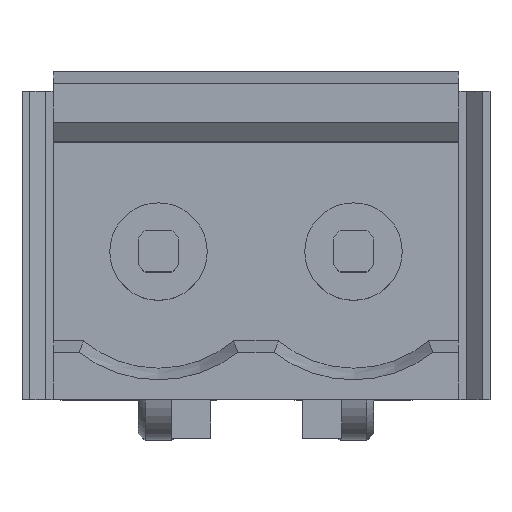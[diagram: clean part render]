
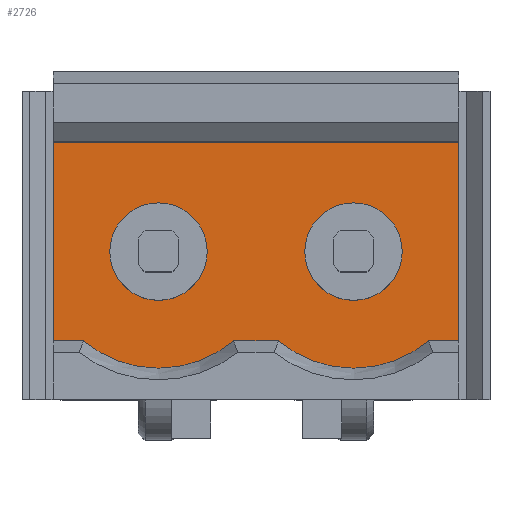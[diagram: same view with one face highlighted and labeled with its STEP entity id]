
A CAD part, top view. The second image highlights one B-rep face of the part: STEP entity #2726.
In plain terms, the highlighted planar face has unit normal (0, 0, 1).
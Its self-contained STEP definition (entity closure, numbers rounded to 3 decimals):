
#584=CARTESIAN_POINT('',(2.5,-0.15,-8.5));
#585=DIRECTION('',(0.,0.,1.));
#586=DIRECTION('',(-1.,0.,0.));
#587=AXIS2_PLACEMENT_3D('',#584,#585,#586);
#589=CARTESIAN_POINT('',(2.5,-0.15,-8.5));
#590=DIRECTION('',(0.,0.,1.));
#591=DIRECTION('',(1.,0.,0.));
#592=AXIS2_PLACEMENT_3D('',#589,#590,#591);
#594=CARTESIAN_POINT('',(-2.5,-0.15,-8.5));
#595=DIRECTION('',(0.,0.,1.));
#596=DIRECTION('',(-1.,0.,0.));
#597=AXIS2_PLACEMENT_3D('',#594,#595,#596);
#599=CARTESIAN_POINT('',(-2.5,-0.15,-8.5));
#600=DIRECTION('',(0.,0.,1.));
#601=DIRECTION('',(1.,0.,0.));
#602=AXIS2_PLACEMENT_3D('',#599,#600,#601);
#604=DIRECTION('',(1.,0.,0.));
#605=VECTOR('',#604,1.148);
#606=CARTESIAN_POINT('',(-0.574,-2.45,-8.5));
#607=LINE('',#606,#605);
#608=CARTESIAN_POINT('',(-2.5,-0.15,-8.5));
#609=DIRECTION('',(0.,0.,1.));
#610=DIRECTION('',(-0.642,-0.767,0.));
#611=AXIS2_PLACEMENT_3D('',#608,#609,#610);
#613=DIRECTION('',(1.,0.,0.));
#614=VECTOR('',#613,0.774);
#615=CARTESIAN_POINT('',(-5.2,-2.45,-8.5));
#616=LINE('',#615,#614);
#617=DIRECTION('',(0.,-1.,0.));
#618=VECTOR('',#617,5.1);
#619=CARTESIAN_POINT('',(-5.2,2.65,-8.5));
#620=LINE('',#619,#618);
#621=DIRECTION('',(-1.,0.,0.));
#622=VECTOR('',#621,10.4);
#623=CARTESIAN_POINT('',(5.2,2.65,-8.5));
#624=LINE('',#623,#622);
#625=DIRECTION('',(0.,1.,0.));
#626=VECTOR('',#625,5.1);
#627=CARTESIAN_POINT('',(5.2,-2.45,-8.5));
#628=LINE('',#627,#626);
#629=DIRECTION('',(1.,0.,0.));
#630=VECTOR('',#629,0.774);
#631=CARTESIAN_POINT('',(4.426,-2.45,-8.5));
#632=LINE('',#631,#630);
#633=CARTESIAN_POINT('',(2.5,-0.15,-8.5));
#634=DIRECTION('',(0.,0.,1.));
#635=DIRECTION('',(-0.642,-0.767,0.));
#636=AXIS2_PLACEMENT_3D('',#633,#634,#635);
#1870=CARTESIAN_POINT('',(1.25,-0.15,-8.5));
#1871=CARTESIAN_POINT('',(3.75,-0.15,-8.5));
#1872=VERTEX_POINT('',#1870);
#1873=VERTEX_POINT('',#1871);
#1918=CARTESIAN_POINT('',(-5.2,2.65,-8.5));
#1919=CARTESIAN_POINT('',(-5.2,-2.45,-8.5));
#1920=VERTEX_POINT('',#1918);
#1921=VERTEX_POINT('',#1919);
#1922=CARTESIAN_POINT('',(5.2,-2.45,-8.5));
#1923=CARTESIAN_POINT('',(5.2,2.65,-8.5));
#1924=VERTEX_POINT('',#1922);
#1925=VERTEX_POINT('',#1923);
#1926=CARTESIAN_POINT('',(4.426,-2.45,-8.5));
#1927=VERTEX_POINT('',#1926);
#1928=CARTESIAN_POINT('',(0.574,-2.45,-8.5));
#1929=VERTEX_POINT('',#1928);
#2109=CARTESIAN_POINT('',(-3.75,-0.15,-8.5));
#2110=VERTEX_POINT('',#2109);
#2111=CARTESIAN_POINT('',(-1.25,-0.15,-8.5));
#2112=VERTEX_POINT('',#2111);
#2117=CARTESIAN_POINT('',(-4.426,-2.45,-8.5));
#2118=CARTESIAN_POINT('',(-0.574,-2.45,-8.5));
#2119=VERTEX_POINT('',#2117);
#2120=VERTEX_POINT('',#2118);
#2693=CARTESIAN_POINT('',(0.,-3.95,-8.5));
#2694=DIRECTION('',(0.,0.,1.));
#2695=DIRECTION('',(1.,0.,0.));
#2696=AXIS2_PLACEMENT_3D('',#2693,#2694,#2695);
#2697=PLANE('',#2696);
#2699=ORIENTED_EDGE('',*,*,#2698,.F.);
#2701=ORIENTED_EDGE('',*,*,#2700,.F.);
#2703=ORIENTED_EDGE('',*,*,#2702,.F.);
#2705=ORIENTED_EDGE('',*,*,#2704,.F.);
#2707=ORIENTED_EDGE('',*,*,#2706,.F.);
#2709=ORIENTED_EDGE('',*,*,#2708,.F.);
#2711=ORIENTED_EDGE('',*,*,#2710,.F.);
#2713=ORIENTED_EDGE('',*,*,#2712,.F.);
#2714=EDGE_LOOP('',(#2699,#2701,#2703,#2705,#2707,#2709,#2711,#2713));
#2715=FACE_OUTER_BOUND('',#2714,.F.);
#2716=ORIENTED_EDGE('',*,*,#2675,.T.);
#2717=ORIENTED_EDGE('',*,*,#2686,.T.);
#2718=EDGE_LOOP('',(#2716,#2717));
#2719=FACE_BOUND('',#2718,.F.);
#2721=ORIENTED_EDGE('',*,*,#2720,.T.);
#2723=ORIENTED_EDGE('',*,*,#2722,.T.);
#2724=EDGE_LOOP('',(#2721,#2723));
#2725=FACE_BOUND('',#2724,.F.);
#588=CIRCLE('',#587,1.25);
#593=CIRCLE('',#592,1.25);
#598=CIRCLE('',#597,1.25);
#603=CIRCLE('',#602,1.25);
#612=CIRCLE('',#611,3.);
#637=CIRCLE('',#636,3.);
#2675=EDGE_CURVE('',#2110,#2112,#598,.T.);
#2686=EDGE_CURVE('',#2112,#2110,#603,.T.);
#2698=EDGE_CURVE('',#2120,#1929,#607,.T.);
#2700=EDGE_CURVE('',#2119,#2120,#612,.T.);
#2702=EDGE_CURVE('',#1921,#2119,#616,.T.);
#2704=EDGE_CURVE('',#1920,#1921,#620,.T.);
#2706=EDGE_CURVE('',#1925,#1920,#624,.T.);
#2708=EDGE_CURVE('',#1924,#1925,#628,.T.);
#2710=EDGE_CURVE('',#1927,#1924,#632,.T.);
#2712=EDGE_CURVE('',#1929,#1927,#637,.T.);
#2720=EDGE_CURVE('',#1872,#1873,#588,.T.);
#2722=EDGE_CURVE('',#1873,#1872,#593,.T.);
#2726=ADVANCED_FACE('',(#2715,#2719,#2725),#2697,.T.);
